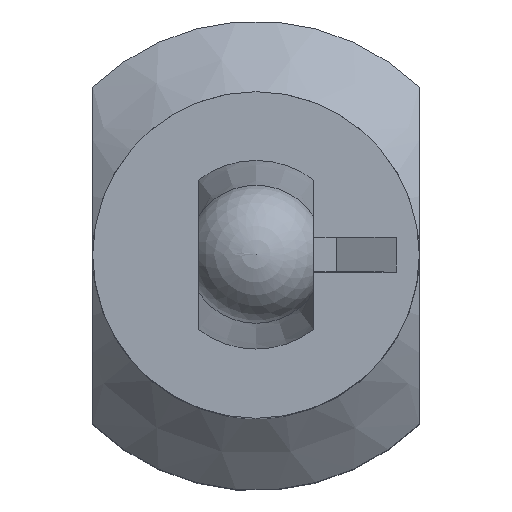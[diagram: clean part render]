
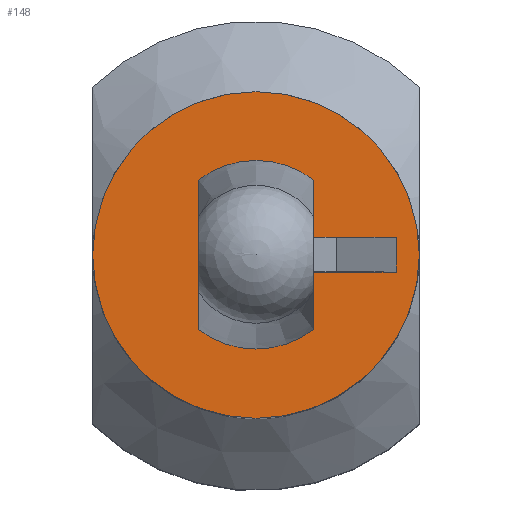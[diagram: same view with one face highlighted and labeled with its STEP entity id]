
A CAD part, top view. The second image highlights one B-rep face of the part: STEP entity #148.
In plain terms, the highlighted planar face has unit normal (0, 0, 1).
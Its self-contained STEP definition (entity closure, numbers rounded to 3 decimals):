
#148 = ADVANCED_FACE( '', ( #310, #311, #312 ), #313, .T. );
#310 = FACE_BOUND( '', #482, .T. );
#311 = FACE_BOUND( '', #483, .T. );
#312 = FACE_OUTER_BOUND( '', #484, .T. );
#313 = PLANE( '', #485 );
#482 = EDGE_LOOP( '', ( #838, #839, #840, #841 ) );
#483 = EDGE_LOOP( '', ( #842, #843, #844, #845 ) );
#484 = EDGE_LOOP( '', ( #846 ) );
#485 = AXIS2_PLACEMENT_3D( '', #847, #848, #849 );
#838 = ORIENTED_EDGE( '', *, *, #1118, .T. );
#839 = ORIENTED_EDGE( '', *, *, #1166, .T. );
#840 = ORIENTED_EDGE( '', *, *, #1167, .T. );
#841 = ORIENTED_EDGE( '', *, *, #1168, .T. );
#842 = ORIENTED_EDGE( '', *, *, #1169, .T. );
#843 = ORIENTED_EDGE( '', *, *, #1170, .F. );
#844 = ORIENTED_EDGE( '', *, *, #1171, .T. );
#845 = ORIENTED_EDGE( '', *, *, #1134, .T. );
#846 = ORIENTED_EDGE( '', *, *, #1172, .F. );
#847 = CARTESIAN_POINT( '', ( -3.55, 0., 15.9 ) );
#848 = DIRECTION( '', ( 0., 0., 1. ) );
#849 = DIRECTION( '', ( 1., 0., 0. ) );
#1118 = EDGE_CURVE( '', #1370, #1368, #1371, .T. );
#1134 = EDGE_CURVE( '', #1393, #1394, #1395, .T. );
#1166 = EDGE_CURVE( '', #1368, #1435, #1436, .T. );
#1167 = EDGE_CURVE( '', #1435, #1437, #1438, .T. );
#1168 = EDGE_CURVE( '', #1437, #1370, #1439, .T. );
#1169 = EDGE_CURVE( '', #1394, #1440, #1441, .T. );
#1170 = EDGE_CURVE( '', #1442, #1440, #1443, .T. );
#1171 = EDGE_CURVE( '', #1442, #1393, #1444, .T. );
#1172 = EDGE_CURVE( '', #1445, #1445, #1446, .T. );
#1368 = VERTEX_POINT( '', #1730 );
#1370 = VERTEX_POINT( '', #1733 );
#1371 = LINE( '', #1734, #1735 );
#1393 = VERTEX_POINT( '', #1774 );
#1394 = VERTEX_POINT( '', #1775 );
#1395 = CIRCLE( '', #1776, 1.9 );
#1435 = VERTEX_POINT( '', #1838 );
#1436 = LINE( '', #1839, #1840 );
#1437 = VERTEX_POINT( '', #1841 );
#1438 = CIRCLE( '', #1842, 1.9 );
#1439 = LINE( '', #1843, #1844 );
#1440 = VERTEX_POINT( '', #1845 );
#1441 = LINE( '', #1846, #1847 );
#1442 = VERTEX_POINT( '', #1848 );
#1443 = LINE( '', #1849, #1850 );
#1444 = LINE( '', #1851, #1852 );
#1445 = VERTEX_POINT( '', #1853 );
#1446 = CIRCLE( '', #1854, 3.55 );
#1730 = CARTESIAN_POINT( '', ( 1.25, -0.899, 15.9 ) );
#1733 = CARTESIAN_POINT( '', ( -1.25, -0.899, 15.9 ) );
#1734 = CARTESIAN_POINT( '', ( -1.25, -0.899, 15.9 ) );
#1735 = VECTOR( '', #2025, 1000. );
#1774 = CARTESIAN_POINT( '', ( -1.25, 1.431, 15.9 ) );
#1775 = CARTESIAN_POINT( '', ( 1.25, 1.431, 15.9 ) );
#1776 = AXIS2_PLACEMENT_3D( '', #2039, #2040, #2041 );
#1838 = CARTESIAN_POINT( '', ( 1.25, -1.431, 15.9 ) );
#1839 = CARTESIAN_POINT( '', ( 1.25, 2.05, 15.9 ) );
#1840 = VECTOR( '', #2064, 1000. );
#1841 = CARTESIAN_POINT( '', ( -1.25, -1.431, 15.9 ) );
#1842 = AXIS2_PLACEMENT_3D( '', #2065, #2066, #2067 );
#1843 = CARTESIAN_POINT( '', ( -1.25, -2.05, 15.9 ) );
#1844 = VECTOR( '', #2068, 1000. );
#1845 = CARTESIAN_POINT( '', ( 1.25, 0.899, 15.9 ) );
#1846 = CARTESIAN_POINT( '', ( 1.25, 2.05, 15.9 ) );
#1847 = VECTOR( '', #2069, 1000. );
#1848 = CARTESIAN_POINT( '', ( -1.25, 0.899, 15.9 ) );
#1849 = CARTESIAN_POINT( '', ( -1.25, 0.899, 15.9 ) );
#1850 = VECTOR( '', #2070, 1000. );
#1851 = CARTESIAN_POINT( '', ( -1.25, -2.05, 15.9 ) );
#1852 = VECTOR( '', #2071, 1000. );
#1853 = CARTESIAN_POINT( '', ( -3.55, 0., 15.9 ) );
#1854 = AXIS2_PLACEMENT_3D( '', #2072, #2073, #2074 );
#2025 = DIRECTION( '', ( 1., 0., 0. ) );
#2039 = CARTESIAN_POINT( '', ( 0., 0., 15.9 ) );
#2040 = DIRECTION( '', ( 0., 0., -1. ) );
#2041 = DIRECTION( '', ( -1., 0., 0. ) );
#2064 = DIRECTION( '', ( 0., -1., 0. ) );
#2065 = CARTESIAN_POINT( '', ( 0., 0., 15.9 ) );
#2066 = DIRECTION( '', ( 0., 0., -1. ) );
#2067 = DIRECTION( '', ( -1., 0., 0. ) );
#2068 = DIRECTION( '', ( 0., 1., 0. ) );
#2069 = DIRECTION( '', ( 0., -1., 0. ) );
#2070 = DIRECTION( '', ( 1., 0., 0. ) );
#2071 = DIRECTION( '', ( 0., 1., 0. ) );
#2072 = CARTESIAN_POINT( '', ( 0., 0., 15.9 ) );
#2073 = DIRECTION( '', ( 0., 0., -1. ) );
#2074 = DIRECTION( '', ( -1., 0., 0. ) );
